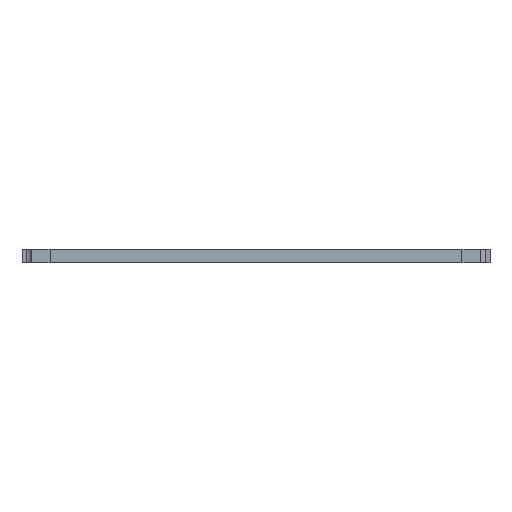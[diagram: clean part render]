
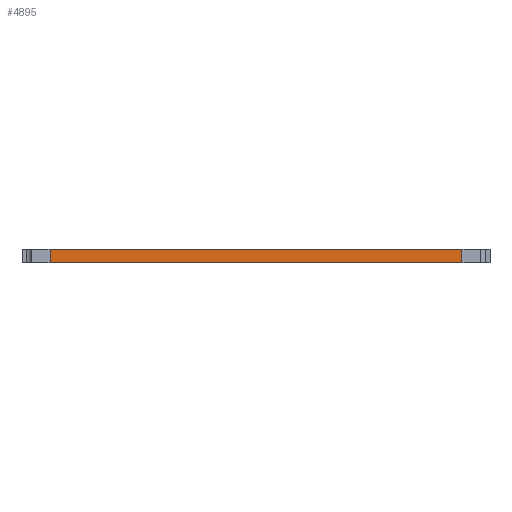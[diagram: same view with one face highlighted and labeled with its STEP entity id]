
A CAD part, left-side view. The second image highlights one B-rep face of the part: STEP entity #4895.
In plain terms, the highlighted planar face has unit normal (-1, 0, 0).
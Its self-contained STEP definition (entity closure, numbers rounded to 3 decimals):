
#973 = ORIENTED_EDGE ( 'NONE', *, *, #5136, .T. ) ;
#984 = FACE_OUTER_BOUND ( 'NONE', #9599, .T. ) ;
#1313 = LINE ( 'NONE', #7451, #4206 ) ;
#2351 = VECTOR ( 'NONE', #8347, 1000. ) ;
#2708 = ORIENTED_EDGE ( 'NONE', *, *, #3685, .T. ) ;
#2965 = CARTESIAN_POINT ( 'NONE',  ( -350., -24., 11.7 ) ) ;
#3042 = DIRECTION ( 'NONE',  ( 0., 0., -1. ) ) ;
#3150 = ORIENTED_EDGE ( 'NONE', *, *, #9015, .F. ) ;
#3356 = CARTESIAN_POINT ( 'NONE',  ( -350., -376., 11.7 ) ) ;
#3407 = DIRECTION ( 'NONE',  ( 0., 1., 0. ) ) ;
#3685 = EDGE_CURVE ( 'NONE', #9450, #8204, #1313, .T. ) ;
#3709 = AXIS2_PLACEMENT_3D ( 'NONE', #4055, #6370, #3407 ) ;
#3955 = DIRECTION ( 'NONE',  ( 0., 0., -1. ) ) ;
#4006 = CARTESIAN_POINT ( 'NONE',  ( -350., -376., 11.7 ) ) ;
#4055 = CARTESIAN_POINT ( 'NONE',  ( -350., 0., 11.7 ) ) ;
#4105 = PLANE ( 'NONE',  #3709 ) ;
#4206 = VECTOR ( 'NONE', #7505, 1000. ) ;
#4485 = CARTESIAN_POINT ( 'NONE',  ( -350., -376., 0. ) ) ;
#4493 = CARTESIAN_POINT ( 'NONE',  ( -350., -24., 11.7 ) ) ;
#4573 = EDGE_CURVE ( 'NONE', #6643, #8204, #9456, .T. ) ;
#4595 = LINE ( 'NONE', #4493, #7907 ) ;
#4598 = CARTESIAN_POINT ( 'NONE',  ( -350., -24., 0. ) ) ;
#4895 = ADVANCED_FACE ( 'NONE', ( #984 ), #4105, .F. ) ;
#5136 = EDGE_CURVE ( 'NONE', #8551, #9450, #4595, .T. ) ;
#6025 = CARTESIAN_POINT ( 'NONE',  ( -350., 0., 11.7 ) ) ;
#6370 = DIRECTION ( 'NONE',  ( 1., 0., 0. ) ) ;
#6643 = VERTEX_POINT ( 'NONE', #3356 ) ;
#6732 = ORIENTED_EDGE ( 'NONE', *, *, #4573, .F. ) ;
#7451 = CARTESIAN_POINT ( 'NONE',  ( -350., 0., 0. ) ) ;
#7505 = DIRECTION ( 'NONE',  ( 0., -1., 0. ) ) ;
#7907 = VECTOR ( 'NONE', #3042, 1000. ) ;
#8204 = VERTEX_POINT ( 'NONE', #4485 ) ;
#8347 = DIRECTION ( 'NONE',  ( 0., -1., 0. ) ) ;
#8551 = VERTEX_POINT ( 'NONE', #2965 ) ;
#8996 = LINE ( 'NONE', #6025, #2351 ) ;
#9015 = EDGE_CURVE ( 'NONE', #8551, #6643, #8996, .T. ) ;
#9425 = VECTOR ( 'NONE', #3955, 1000. ) ;
#9450 = VERTEX_POINT ( 'NONE', #4598 ) ;
#9456 = LINE ( 'NONE', #4006, #9425 ) ;
#9599 = EDGE_LOOP ( 'NONE', ( #973, #2708, #6732, #3150 ) ) ;
